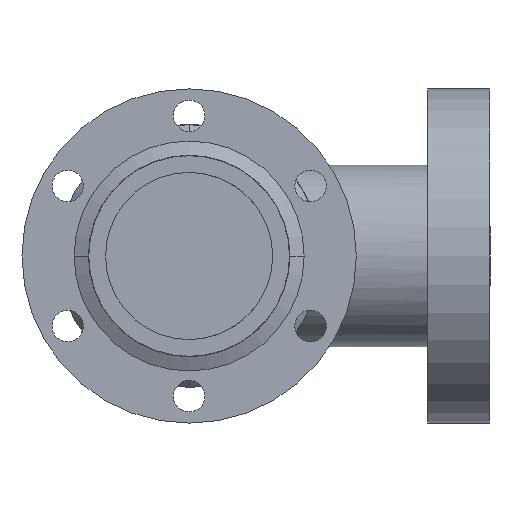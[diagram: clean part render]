
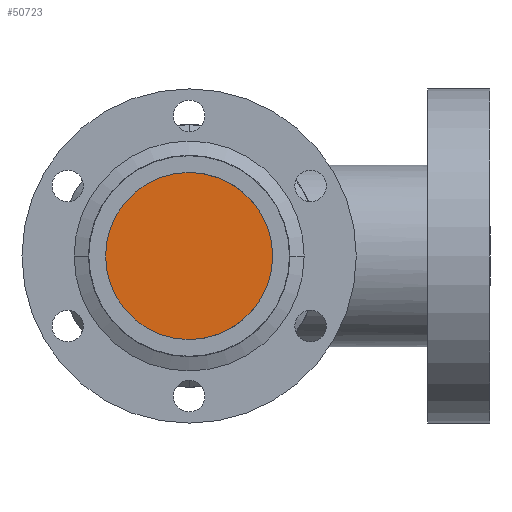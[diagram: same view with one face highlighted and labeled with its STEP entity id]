
A CAD part, front view. The second image highlights one B-rep face of the part: STEP entity #50723.
In plain terms, the highlighted planar face has unit normal (0, -1, 0).
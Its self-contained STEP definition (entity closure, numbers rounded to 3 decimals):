
#11151 = PLANE ( 'NONE',  #49828 ) ;
#13925 = CARTESIAN_POINT ( 'NONE',  ( 0., 22., 0. ) ) ;
#14813 = DIRECTION ( 'NONE',  ( 0., -1., 0. ) ) ;
#15795 = EDGE_CURVE ( 'NONE', #49917, #41784, #31453, .T. ) ;
#21175 = CARTESIAN_POINT ( 'NONE',  ( 0., 22., 17.5 ) ) ;
#23601 = EDGE_LOOP ( 'NONE', ( #45105, #54515 ) ) ;
#24683 = DIRECTION ( 'NONE',  ( 0., 0., -1. ) ) ;
#24725 = AXIS2_PLACEMENT_3D ( 'NONE', #13925, #36781, #25535 ) ;
#25535 = DIRECTION ( 'NONE',  ( 0., 0., -1. ) ) ;
#27338 = DIRECTION ( 'NONE',  ( 0., -1., 0. ) ) ;
#31453 = CIRCLE ( 'NONE', #24725, 17.5 ) ;
#33654 = FACE_OUTER_BOUND ( 'NONE', #23601, .T. ) ;
#33847 = CIRCLE ( 'NONE', #43969, 17.5 ) ;
#34076 = CARTESIAN_POINT ( 'NONE',  ( 0., 22., -17.5 ) ) ;
#36781 = DIRECTION ( 'NONE',  ( 0., -1., 0. ) ) ;
#41784 = VERTEX_POINT ( 'NONE', #21175 ) ;
#43969 = AXIS2_PLACEMENT_3D ( 'NONE', #63007, #14813, #24683 ) ;
#45105 = ORIENTED_EDGE ( 'NONE', *, *, #15795, .T. ) ;
#49828 = AXIS2_PLACEMENT_3D ( 'NONE', #54087, #27338, #55126 ) ;
#49917 = VERTEX_POINT ( 'NONE', #34076 ) ;
#50723 = ADVANCED_FACE ( 'NONE', ( #33654 ), #11151, .T. ) ;
#54087 = CARTESIAN_POINT ( 'NONE',  ( 0., 22., 0. ) ) ;
#54515 = ORIENTED_EDGE ( 'NONE', *, *, #67068, .T. ) ;
#55126 = DIRECTION ( 'NONE',  ( 0., 0., -1. ) ) ;
#63007 = CARTESIAN_POINT ( 'NONE',  ( 0., 22., 0. ) ) ;
#67068 = EDGE_CURVE ( 'NONE', #41784, #49917, #33847, .T. ) ;
